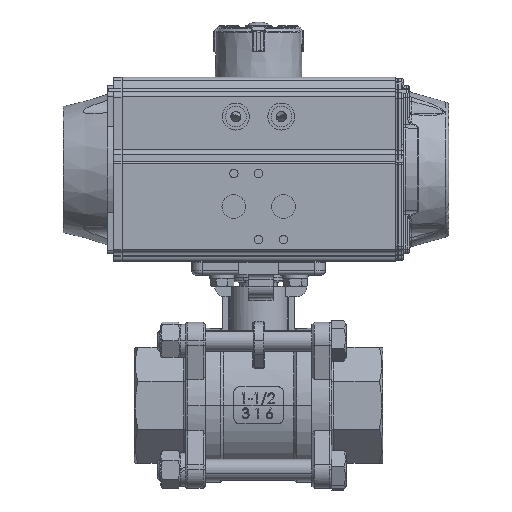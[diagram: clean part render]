
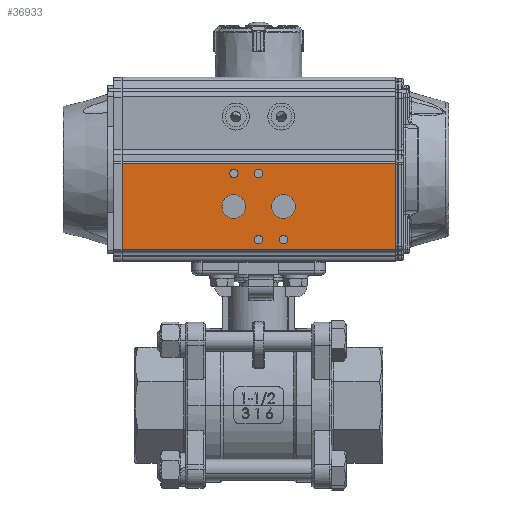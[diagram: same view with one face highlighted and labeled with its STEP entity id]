
A CAD part, top view. The second image highlights one B-rep face of the part: STEP entity #36933.
In plain terms, the highlighted face is planar.
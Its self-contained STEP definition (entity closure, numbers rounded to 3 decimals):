
#2464=PLANE('',#40840);
#3910=B_SPLINE_CURVE_WITH_KNOTS('',3,(#97978,#97979,#97980,#97981),
 .UNSPECIFIED.,.F.,.F.,(4,4),(0.,1.),.UNSPECIFIED.);
#3914=B_SPLINE_CURVE_WITH_KNOTS('',3,(#98230,#98231,#98232,#98233),
 .UNSPECIFIED.,.F.,.F.,(4,4),(0.,1.),
 .UNSPECIFIED.);
#5488=CIRCLE('',#40736,5.723);
#5490=CIRCLE('',#40739,5.723);
#5492=CIRCLE('',#40742,2.067);
#5494=CIRCLE('',#40745,2.067);
#5496=CIRCLE('',#40748,2.067);
#5498=CIRCLE('',#40751,2.067);
#16113=ORIENTED_EDGE('',*,*,#21462,.F.);
#16114=ORIENTED_EDGE('',*,*,#21533,.T.);
#16115=ORIENTED_EDGE('',*,*,#21507,.T.);
#16116=ORIENTED_EDGE('',*,*,#21437,.T.);
#16117=ORIENTED_EDGE('',*,*,#21438,.T.);
#16118=ORIENTED_EDGE('',*,*,#21440,.T.);
#16119=ORIENTED_EDGE('',*,*,#21442,.T.);
#16120=ORIENTED_EDGE('',*,*,#21444,.T.);
#16121=ORIENTED_EDGE('',*,*,#21446,.T.);
#16122=ORIENTED_EDGE('',*,*,#21448,.T.);
#21437=EDGE_CURVE('',#24960,#24963,#3910,.T.);
#21438=EDGE_CURVE('',#24964,#24964,#5488,.F.);
#21440=EDGE_CURVE('',#24966,#24966,#5490,.F.);
#21442=EDGE_CURVE('',#24968,#24968,#5492,.F.);
#21444=EDGE_CURVE('',#24970,#24970,#5494,.F.);
#21446=EDGE_CURVE('',#24972,#24972,#5496,.F.);
#21448=EDGE_CURVE('',#24974,#24974,#5498,.F.);
#21462=EDGE_CURVE('',#25002,#24963,#27072,.T.);
#21507=EDGE_CURVE('',#25046,#24960,#27094,.T.);
#21533=EDGE_CURVE('',#25002,#25046,#3914,.T.);
#24960=VERTEX_POINT('',#97972);
#24963=VERTEX_POINT('',#97977);
#24964=VERTEX_POINT('',#97984);
#24966=VERTEX_POINT('',#97989);
#24968=VERTEX_POINT('',#97994);
#24970=VERTEX_POINT('',#97999);
#24972=VERTEX_POINT('',#98004);
#24974=VERTEX_POINT('',#98009);
#25002=VERTEX_POINT('',#98078);
#25046=VERTEX_POINT('',#98169);
#27072=LINE('',#98079,#29134);
#27094=LINE('',#98168,#29156);
#29134=VECTOR('',#49808,1000.);
#29156=VECTOR('',#49878,1000.);
#31798=EDGE_LOOP('',(#16113,#16114,#16115,#16116));
#31799=EDGE_LOOP('',(#16117));
#31800=EDGE_LOOP('',(#16118));
#31801=EDGE_LOOP('',(#16119));
#31802=EDGE_LOOP('',(#16120));
#31803=EDGE_LOOP('',(#16121));
#31804=EDGE_LOOP('',(#16122));
#34470=FACE_BOUND('',#31798,.T.);
#34471=FACE_BOUND('',#31799,.T.);
#34472=FACE_BOUND('',#31800,.T.);
#34473=FACE_BOUND('',#31801,.T.);
#34474=FACE_BOUND('',#31802,.T.);
#34475=FACE_BOUND('',#31803,.T.);
#34476=FACE_BOUND('',#31804,.T.);
#36933=ADVANCED_FACE('',(#34470,#34471,#34472,#34473,#34474,#34475,#34476),
#2464,.T.);
#40736=AXIS2_PLACEMENT_3D('',#97983,#49696,#49697);
#40739=AXIS2_PLACEMENT_3D('',#97988,#49702,#49703);
#40742=AXIS2_PLACEMENT_3D('',#97993,#49708,#49709);
#40745=AXIS2_PLACEMENT_3D('',#97998,#49714,#49715);
#40748=AXIS2_PLACEMENT_3D('',#98003,#49720,#49721);
#40751=AXIS2_PLACEMENT_3D('',#98008,#49726,#49727);
#40840=AXIS2_PLACEMENT_3D('',#98229,#49949,#49950);
#49696=DIRECTION('',(1.,0.,0.));
#49697=DIRECTION('',(0.,0.,-1.));
#49702=DIRECTION('',(1.,0.,0.));
#49703=DIRECTION('',(0.,0.,-1.));
#49708=DIRECTION('',(1.,0.,0.));
#49709=DIRECTION('',(0.,0.,-1.));
#49714=DIRECTION('',(1.,0.,0.));
#49715=DIRECTION('',(0.,0.,-1.));
#49720=DIRECTION('',(1.,0.,0.));
#49721=DIRECTION('',(0.,0.,-1.));
#49726=DIRECTION('',(1.,0.,0.));
#49727=DIRECTION('',(0.,0.,-1.));
#49808=DIRECTION('',(0.,1.,0.));
#49878=DIRECTION('',(0.,1.,0.));
#49949=DIRECTION('',(1.,0.,0.));
#49950=DIRECTION('',(0.,1.,0.));
#97972=CARTESIAN_POINT('',(47.,2.864,0.));
#97977=CARTESIAN_POINT('',(47.,2.864,132.));
#97978=CARTESIAN_POINT('',(47.,2.864,0.));
#97979=CARTESIAN_POINT('',(47.,2.864,44.));
#97980=CARTESIAN_POINT('',(47.,2.864,88.));
#97981=CARTESIAN_POINT('',(47.,2.864,132.));
#97983=CARTESIAN_POINT('',(47.,-17.971,54.));
#97984=CARTESIAN_POINT('',(47.,-17.971,48.278));
#97988=CARTESIAN_POINT('',(47.,-17.971,78.));
#97989=CARTESIAN_POINT('',(47.,-17.971,72.278));
#97993=CARTESIAN_POINT('',(47.,-33.971,54.));
#97994=CARTESIAN_POINT('',(47.,-33.971,51.933));
#97998=CARTESIAN_POINT('',(47.,-1.971,78.));
#97999=CARTESIAN_POINT('',(47.,-1.971,75.933));
#98003=CARTESIAN_POINT('',(47.,-1.971,66.));
#98004=CARTESIAN_POINT('',(47.,-1.971,63.933));
#98008=CARTESIAN_POINT('',(47.,-33.971,66.));
#98009=CARTESIAN_POINT('',(47.,-33.971,63.933));
#98078=CARTESIAN_POINT('',(47.,-38.493,132.));
#98079=CARTESIAN_POINT('',(47.,-2.42,132.));
#98168=CARTESIAN_POINT('',(47.,-38.493,0.));
#98169=CARTESIAN_POINT('',(47.,-38.493,0.));
#98229=CARTESIAN_POINT('',(47.,-38.493,0.));
#98230=CARTESIAN_POINT('',(47.,-38.493,132.));
#98231=CARTESIAN_POINT('',(47.,-38.493,88.));
#98232=CARTESIAN_POINT('',(47.,-38.493,44.));
#98233=CARTESIAN_POINT('',(47.,-38.493,0.));
